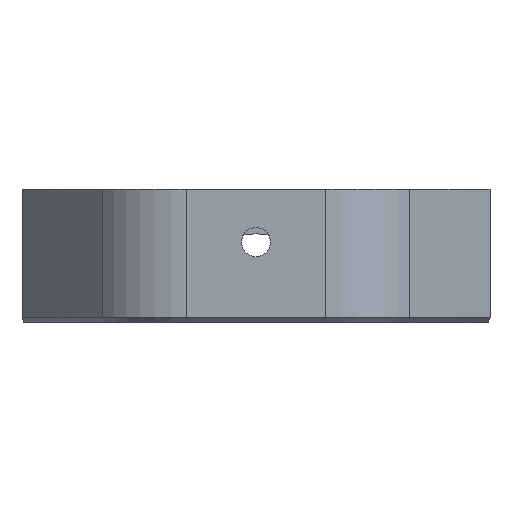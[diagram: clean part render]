
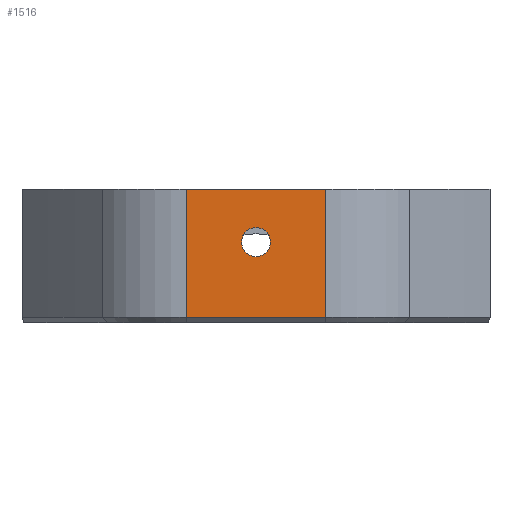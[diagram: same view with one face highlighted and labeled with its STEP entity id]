
A CAD part, front view. The second image highlights one B-rep face of the part: STEP entity #1516.
In plain terms, the highlighted planar face has unit normal (0, -1, 0).
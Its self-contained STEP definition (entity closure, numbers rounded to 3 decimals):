
#12 = EDGE_LOOP ( 'NONE', ( #188, #189 ) ) ;
#188 = ORIENTED_EDGE ( 'NONE', *, *, #353, .F. ) ;
#189 = ORIENTED_EDGE ( 'NONE', *, *, #7768, .F. ) ;
#190 = ORIENTED_EDGE ( 'NONE', *, *, #354, .T. ) ;
#191 = ORIENTED_EDGE ( 'NONE', *, *, #355, .T. ) ;
#192 = ORIENTED_EDGE ( 'NONE', *, *, #356, .F. ) ;
#193 = ORIENTED_EDGE ( 'NONE', *, *, #3476, .F. ) ;
#353 = EDGE_CURVE ( 'NONE', #2113, #2112, #1278, .T. ) ;
#354 = EDGE_CURVE ( 'NONE', #1759, #1892, #528, .T. ) ;
#355 = EDGE_CURVE ( 'NONE', #1892, #1896, #527, .T. ) ;
#356 = EDGE_CURVE ( 'NONE', #1760, #1896, #535, .T. ) ;
#524 = CARTESIAN_POINT ( 'NONE',  ( -12.5, -13.75, 24. ) ) ;
#527 = LINE ( 'NONE', #533, #1271 ) ;
#528 = LINE ( 'NONE', #524, #1279 ) ;
#529 = CARTESIAN_POINT ( 'NONE',  ( 0., -13.75, 14.5 ) ) ;
#530 = DIRECTION ( 'NONE',  ( 0., -1., 0. ) ) ;
#531 = DIRECTION ( 'NONE',  ( 0., 0., -1. ) ) ;
#532 = DIRECTION ( 'NONE',  ( 0., 0., -1. ) ) ;
#533 = CARTESIAN_POINT ( 'NONE',  ( -12.5, -13.75, 1. ) ) ;
#534 = DIRECTION ( 'NONE',  ( 1., 0., 0. ) ) ;
#535 = LINE ( 'NONE', #537, #1288 ) ;
#537 = CARTESIAN_POINT ( 'NONE',  ( 12.5, -13.75, 24. ) ) ;
#538 = DIRECTION ( 'NONE',  ( 0., 0., -1. ) ) ;
#1270 = AXIS2_PLACEMENT_3D ( 'NONE', #529, #530, #531 ) ;
#1271 = VECTOR ( 'NONE', #534, 1000. ) ;
#1278 = CIRCLE ( 'NONE', #1270, 2.6 ) ;
#1279 = VECTOR ( 'NONE', #532, 1000. ) ;
#1288 = VECTOR ( 'NONE', #538, 1000. ) ;
#1516 = ADVANCED_FACE ( 'NONE', ( #4550, #4544 ), #4552, .F. ) ;
#1759 = VERTEX_POINT ( 'NONE', #5174 ) ;
#1760 = VERTEX_POINT ( 'NONE', #5175 ) ;
#1892 = VERTEX_POINT ( 'NONE', #5297 ) ;
#1896 = VERTEX_POINT ( 'NONE', #5301 ) ;
#2112 = VERTEX_POINT ( 'NONE', #5479 ) ;
#2113 = VERTEX_POINT ( 'NONE', #5480 ) ;
#3476 = EDGE_CURVE ( 'NONE', #1759, #1760, #6553, .T. ) ;
#3948 = EDGE_LOOP ( 'NONE', ( #190, #191, #192, #193 ) ) ;
#4544 = FACE_OUTER_BOUND ( 'NONE', #3948, .T. ) ;
#4546 = DIRECTION ( 'NONE',  ( 0., 1., 0. ) ) ;
#4549 = CARTESIAN_POINT ( 'NONE',  ( -12.5, -13.75, 24. ) ) ;
#4550 = FACE_BOUND ( 'NONE', #12, .T. ) ;
#4552 = PLANE ( 'NONE',  #4606 ) ;
#4554 = DIRECTION ( 'NONE',  ( 0., 0., 1. ) ) ;
#4606 = AXIS2_PLACEMENT_3D ( 'NONE', #4549, #4546, #4554 ) ;
#5174 = CARTESIAN_POINT ( 'NONE',  ( -12.5, -13.75, 24. ) ) ;
#5175 = CARTESIAN_POINT ( 'NONE',  ( 12.5, -13.75, 24. ) ) ;
#5297 = CARTESIAN_POINT ( 'NONE',  ( -12.5, -13.75, 1. ) ) ;
#5301 = CARTESIAN_POINT ( 'NONE',  ( 12.5, -13.75, 1. ) ) ;
#5479 = CARTESIAN_POINT ( 'NONE',  ( 0., -13.75, 17.1 ) ) ;
#5480 = CARTESIAN_POINT ( 'NONE',  ( 0., -13.75, 11.9 ) ) ;
#6325 = VECTOR ( 'NONE', #6561, 1000. ) ;
#6553 = LINE ( 'NONE', #6554, #6325 ) ;
#6554 = CARTESIAN_POINT ( 'NONE',  ( -12.5, -13.75, 24. ) ) ;
#6561 = DIRECTION ( 'NONE',  ( 1., 0., 0. ) ) ;
#7365 = CARTESIAN_POINT ( 'NONE',  ( 0., -13.75, 14.5 ) ) ;
#7366 = DIRECTION ( 'NONE',  ( 0., -1., 0. ) ) ;
#7367 = DIRECTION ( 'NONE',  ( 0., 0., -1. ) ) ;
#7550 = CIRCLE ( 'NONE', #7555, 2.6 ) ;
#7555 = AXIS2_PLACEMENT_3D ( 'NONE', #7365, #7366, #7367 ) ;
#7768 = EDGE_CURVE ( 'NONE', #2112, #2113, #7550, .T. ) ;
